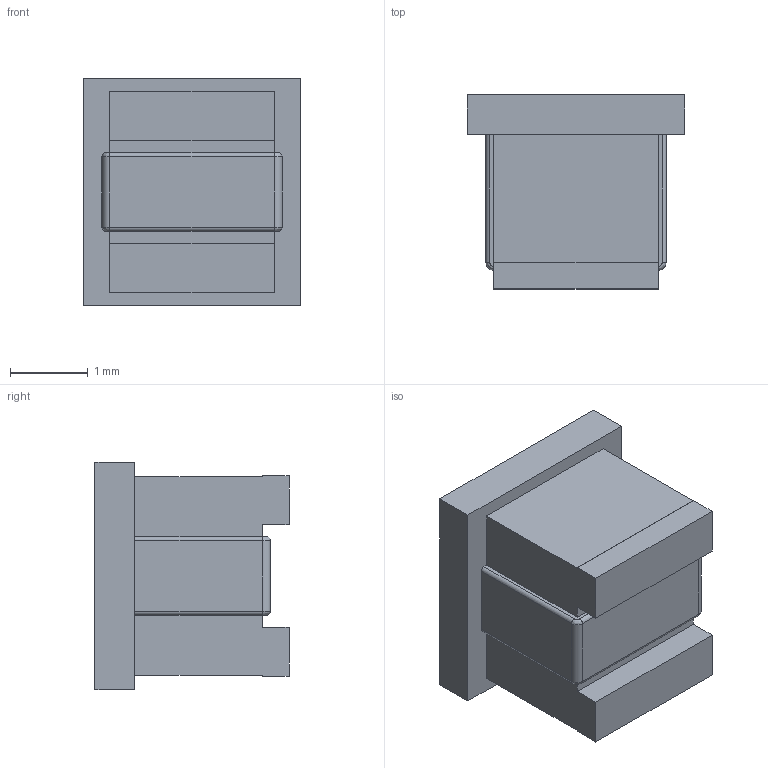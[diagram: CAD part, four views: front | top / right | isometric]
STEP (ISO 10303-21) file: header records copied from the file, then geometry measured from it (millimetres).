
FILE_DESCRIPTION (( 'STEP AP214' ), '1' );
FILE_NAME ('Coilcraft-1008CS-DEFAULT.STEP', '2011-03-10T14:24:39', ( 'SysAdmin' ), ( 'SolidWorks' ), 'SwSTEP 2.0', 'SolidWorks 2011', '' );
FILE_SCHEMA (( 'AUTOMOTIVE_DESIGN' ));
Length unit declared in the file: millimetre
Products named in the file (1): Coilcraft-1008CS-DEFAULT
Bounding box: 2.79 x 2.49 x 2.92 mm (x, y, z)
Volume: 14.4 mm3; surface area: 42.2 mm2
Topology: 1 solids, 1 shells, 42 faces, 104 edges, 66 vertices
Faces by surface type: plane 28, cylinder 10, bspline 4
Entity records: 1768 total; most frequent: CARTESIAN_POINT 285, ORIENTED_EDGE 208, DIRECTION 198, EDGE_CURVE 104, VECTOR 80, LINE 80, VERTEX_POINT 66, AXIS2_PLACEMENT_3D 59
